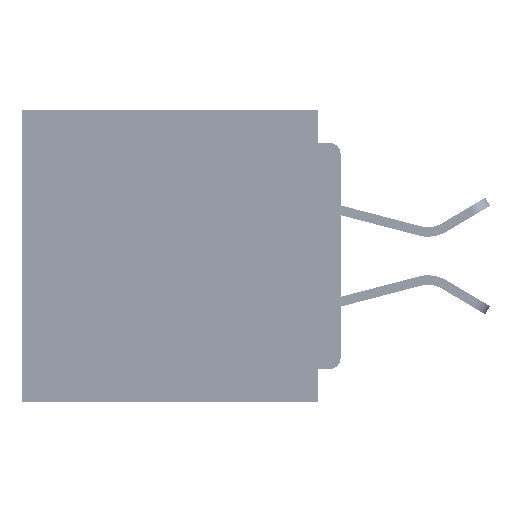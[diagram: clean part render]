
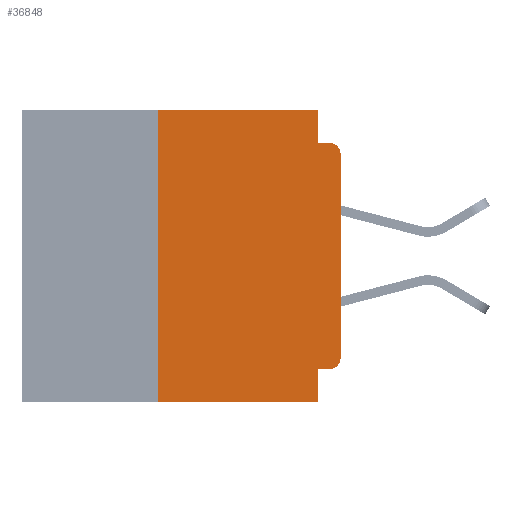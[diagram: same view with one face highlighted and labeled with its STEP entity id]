
A CAD part, left-side view. The second image highlights one B-rep face of the part: STEP entity #36848.
In plain terms, the highlighted planar face has unit normal (-1, 0, 0).
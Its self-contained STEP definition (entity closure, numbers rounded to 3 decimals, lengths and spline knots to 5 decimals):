
#212 = AXIS2_PLACEMENT_3D ( 'NONE', #57704, #62573, #33549 ) ;
#541 = CARTESIAN_POINT ( 'NONE',  ( 0., 0., -0.06 ) ) ;
#1462 = DIRECTION ( 'NONE',  ( 0., 0., -1. ) ) ;
#3932 = CARTESIAN_POINT ( 'NONE',  ( 0., 0.031, -0.4 ) ) ;
#4566 = EDGE_CURVE ( 'NONE', #23965, #25402, #58004, .T. ) ;
#4818 = CARTESIAN_POINT ( 'NONE',  ( 0., 0.25, 0. ) ) ;
#5718 = LINE ( 'NONE', #3932, #18722 ) ;
#5763 = CARTESIAN_POINT ( 'NONE',  ( 0., 0.015, -0.06 ) ) ;
#6029 = VERTEX_POINT ( 'NONE', #53548 ) ;
#6382 = ORIENTED_EDGE ( 'NONE', *, *, #4566, .F. ) ;
#7215 = EDGE_CURVE ( 'NONE', #23965, #31495, #9825, .T. ) ;
#8203 = ORIENTED_EDGE ( 'NONE', *, *, #30063, .F. ) ;
#9825 = LINE ( 'NONE', #43432, #34251 ) ;
#10055 = VERTEX_POINT ( 'NONE', #42815 ) ;
#10410 = AXIS2_PLACEMENT_3D ( 'NONE', #5763, #39880, #10717 ) ;
#10716 = EDGE_CURVE ( 'NONE', #10055, #31495, #5718, .T. ) ;
#10717 = DIRECTION ( 'NONE',  ( 0., 0., -1. ) ) ;
#10815 = CARTESIAN_POINT ( 'NONE',  ( 0., 0., 0. ) ) ;
#12498 = VECTOR ( 'NONE', #46593, 39.37008 ) ;
#13050 = CARTESIAN_POINT ( 'NONE',  ( 0., 0.031, -0.4 ) ) ;
#14995 = VECTOR ( 'NONE', #1462, 39.37008 ) ;
#15097 = EDGE_CURVE ( 'NONE', #54432, #46821, #29899, .T. ) ;
#15488 = CARTESIAN_POINT ( 'NONE',  ( 0., 0.015, -0.34 ) ) ;
#18195 = ORIENTED_EDGE ( 'NONE', *, *, #41956, .F. ) ;
#18366 = DIRECTION ( 'NONE',  ( 0., 0., 1. ) ) ;
#18453 = CARTESIAN_POINT ( 'NONE',  ( 0., 0.25, -0.4 ) ) ;
#18519 = AXIS2_PLACEMENT_3D ( 'NONE', #15488, #49490, #20353 ) ;
#18722 = VECTOR ( 'NONE', #38105, 39.37008 ) ;
#18781 = CARTESIAN_POINT ( 'NONE',  ( 0., 0.25, -0.4 ) ) ;
#19198 = VECTOR ( 'NONE', #18366, 39.37008 ) ;
#20137 = VECTOR ( 'NONE', #35144, 39.37008 ) ;
#20353 = DIRECTION ( 'NONE',  ( 0., 0., -1. ) ) ;
#20376 = CARTESIAN_POINT ( 'NONE',  ( 0., 0., -0.34 ) ) ;
#20507 = EDGE_LOOP ( 'NONE', ( #49660, #35138, #18195, #49630, #8203, #6382, #45997, #27606, #39263, #27647 ) ) ;
#20770 = VERTEX_POINT ( 'NONE', #20376 ) ;
#23965 = VERTEX_POINT ( 'NONE', #18453 ) ;
#24347 = EDGE_CURVE ( 'NONE', #6029, #10055, #34349, .T. ) ;
#25402 = VERTEX_POINT ( 'NONE', #4818 ) ;
#27606 = ORIENTED_EDGE ( 'NONE', *, *, #10716, .F. ) ;
#27647 = ORIENTED_EDGE ( 'NONE', *, *, #32353, .T. ) ;
#28997 = DIRECTION ( 'NONE',  ( 0., -1., 0. ) ) ;
#29899 = CIRCLE ( 'NONE', #10410, 0.015 ) ;
#30063 = EDGE_CURVE ( 'NONE', #25402, #57386, #46340, .T. ) ;
#30700 = DIRECTION ( 'NONE',  ( 0., -1., 0. ) ) ;
#30787 = CARTESIAN_POINT ( 'NONE',  ( 0., 0.031, 0. ) ) ;
#30969 = CIRCLE ( 'NONE', #18519, 0.015 ) ;
#31268 = EDGE_CURVE ( 'NONE', #57386, #41550, #52252, .T. ) ;
#31495 = VERTEX_POINT ( 'NONE', #13050 ) ;
#32353 = EDGE_CURVE ( 'NONE', #6029, #20770, #30969, .T. ) ;
#32848 = CARTESIAN_POINT ( 'NONE',  ( 0., 0.015, -0.045 ) ) ;
#33549 = DIRECTION ( 'NONE',  ( 0., 0., -1. ) ) ;
#34251 = VECTOR ( 'NONE', #28997, 39.37008 ) ;
#34349 = LINE ( 'NONE', #45621, #45674 ) ;
#35138 = ORIENTED_EDGE ( 'NONE', *, *, #15097, .T. ) ;
#35144 = DIRECTION ( 'NONE',  ( 0., 0., 1. ) ) ;
#36848 = ADVANCED_FACE ( 'NONE', ( #52734 ), #52818, .F. ) ;
#38105 = DIRECTION ( 'NONE',  ( 0., 0., -1. ) ) ;
#38406 = CARTESIAN_POINT ( 'NONE',  ( 0., 0.031, -0.045 ) ) ;
#39263 = ORIENTED_EDGE ( 'NONE', *, *, #24347, .F. ) ;
#39880 = DIRECTION ( 'NONE',  ( -1., 0., 0. ) ) ;
#41550 = VERTEX_POINT ( 'NONE', #38406 ) ;
#41730 = CARTESIAN_POINT ( 'NONE',  ( 0., 0., -0.045 ) ) ;
#41956 = EDGE_CURVE ( 'NONE', #41550, #46821, #51319, .T. ) ;
#42815 = CARTESIAN_POINT ( 'NONE',  ( 0., 0.031, -0.355 ) ) ;
#43432 = CARTESIAN_POINT ( 'NONE',  ( 0., 0.437, -0.4 ) ) ;
#45621 = CARTESIAN_POINT ( 'NONE',  ( 0., 0., -0.355 ) ) ;
#45674 = VECTOR ( 'NONE', #60070, 39.37008 ) ;
#45997 = ORIENTED_EDGE ( 'NONE', *, *, #7215, .T. ) ;
#46011 = LINE ( 'NONE', #10815, #20137 ) ;
#46340 = LINE ( 'NONE', #59779, #60771 ) ;
#46593 = DIRECTION ( 'NONE',  ( 0., -1., 0. ) ) ;
#46821 = VERTEX_POINT ( 'NONE', #32848 ) ;
#49490 = DIRECTION ( 'NONE',  ( -1., 0., 0. ) ) ;
#49630 = ORIENTED_EDGE ( 'NONE', *, *, #31268, .F. ) ;
#49660 = ORIENTED_EDGE ( 'NONE', *, *, #53228, .T. ) ;
#51319 = LINE ( 'NONE', #41730, #12498 ) ;
#52252 = LINE ( 'NONE', #30787, #14995 ) ;
#52734 = FACE_OUTER_BOUND ( 'NONE', #20507, .T. ) ;
#52818 = PLANE ( 'NONE',  #212 ) ;
#53228 = EDGE_CURVE ( 'NONE', #20770, #54432, #46011, .T. ) ;
#53548 = CARTESIAN_POINT ( 'NONE',  ( 0., 0.015, -0.355 ) ) ;
#54432 = VERTEX_POINT ( 'NONE', #541 ) ;
#57386 = VERTEX_POINT ( 'NONE', #58668 ) ;
#57704 = CARTESIAN_POINT ( 'NONE',  ( 0., 0.437, 0. ) ) ;
#58004 = LINE ( 'NONE', #18781, #19198 ) ;
#58668 = CARTESIAN_POINT ( 'NONE',  ( 0., 0.031, 0. ) ) ;
#59779 = CARTESIAN_POINT ( 'NONE',  ( 0., 0.437, 0. ) ) ;
#60070 = DIRECTION ( 'NONE',  ( 0., 1., 0. ) ) ;
#60771 = VECTOR ( 'NONE', #30700, 39.37008 ) ;
#62573 = DIRECTION ( 'NONE',  ( 1., 0., 0. ) ) ;
